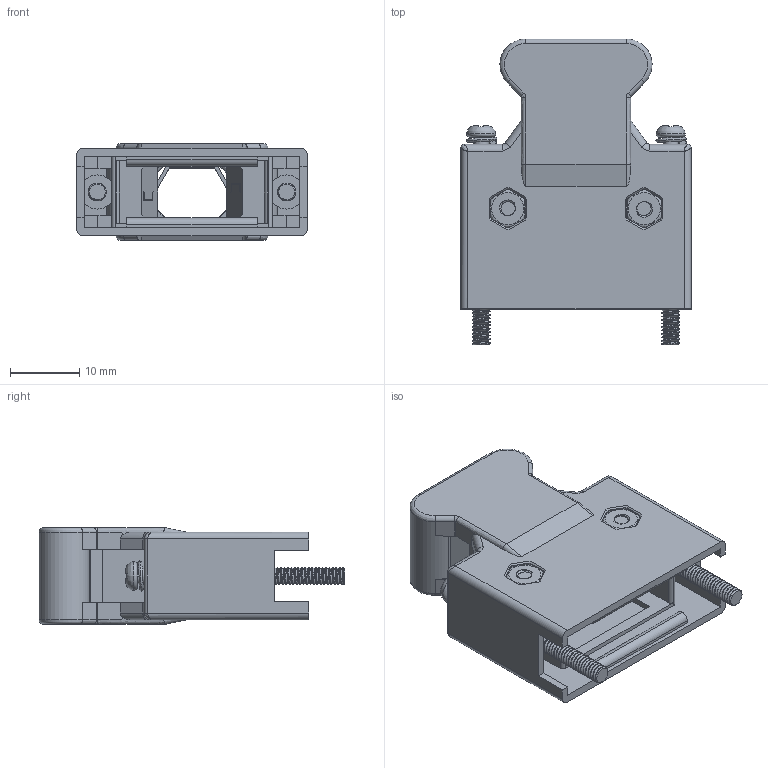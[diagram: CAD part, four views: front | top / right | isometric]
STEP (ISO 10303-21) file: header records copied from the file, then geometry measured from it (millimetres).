
FILE_DESCRIPTION( ('This file contains a STEP AP42 implementation' ,'as created by ZW3D STEP Interface translator.') ,'2;1' );
FILE_NAME( '6327M-020S00PA01(W).stp' ,'2311 7. 95921', (''), ('ZWCAD Software Co.'), 'Version 1.0', 'ZW3D to STEP translator', '' );
FILE_SCHEMA(('AUTOMOTIVE_DESIGN { 1 0 10303 214 1 1 1 1 }'));
Length unit declared in the file: millimetre
Products named in the file (1): 0
Bounding box: 33.3 x 44.2 x 14 mm (x, y, z)
Volume: 5543 mm3; surface area: 9882.3 mm2
Topology: 6 solids, 10 shells, 986 faces, 2561 edges, 1608 vertices
Faces by surface type: plane 499, cylinder 277, bspline 194, cone 16
Full cylindrical faces by diameter (mm): 1.283 x2, 1.7 x6, 1.9 x10, 2 x2, 2.2 x2, 2.3 x2, 2.4 x26, 2.45 x2, 2.55 x2, 2.6 x40, 2.85 x2, 3 x4, 4.95 x2
Entity records: 95105 total; most frequent: CARTESIAN_POINT 72167, ORIENTED_EDGE 5084, DIRECTION 3834, EDGE_CURVE 2541, VERTEX_POINT 1608, VECTOR 1424, LINE 1424, AXIS2_PLACEMENT_3D 1205
